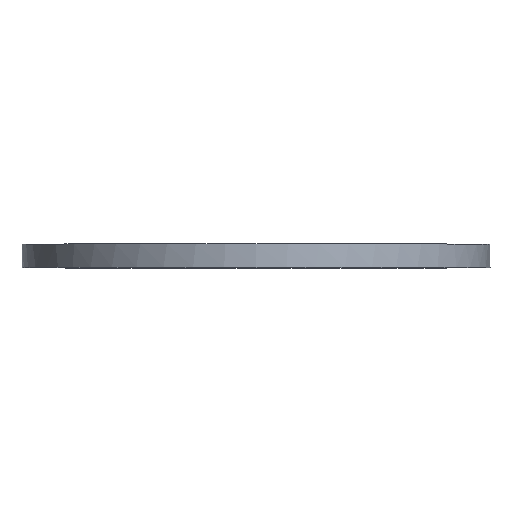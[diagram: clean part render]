
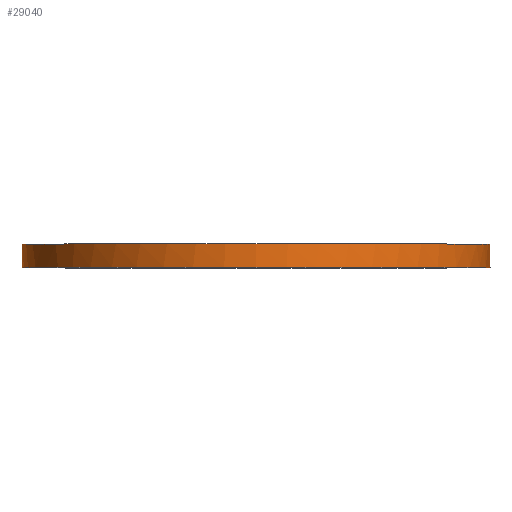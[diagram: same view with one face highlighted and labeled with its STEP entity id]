
A CAD part, top view. The second image highlights one B-rep face of the part: STEP entity #29040.
In plain terms, the highlighted free-form (B-spline) face has degree [5, 1] with [21, 2] control points.
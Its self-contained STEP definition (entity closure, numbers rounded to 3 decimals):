
#2800=FACE_OUTER_BOUND('',#4511,.T.);
#4511=EDGE_LOOP('',(#26686,#26687,#26688,#26689));
#6971=LINE('',#50942,#9430);
#9430=VECTOR('',#34739,10.);
#10059=B_SPLINE_CURVE_WITH_KNOTS('',5,(#40709,#40710,#40711,#40712,#40713,
#40714,#40715,#40716,#40717,#40718,#40719,#40720,#40721,#40722,#40723,#40724,
#40725,#40726,#40727,#40728,#40729),.UNSPECIFIED.,.T.,.F.,(6,1,1,1,1,1,
1,1,1,1,1,1,1,1,1,1,6),(0.,0.088,0.138,0.197,
0.25,0.303,0.362,0.429,0.5,0.571,
0.638,0.697,0.75,0.803,0.862,
0.912,1.),.UNSPECIFIED.);
#10978=B_SPLINE_CURVE_WITH_KNOTS('',5,(#50867,#50868,#50869,#50870,#50871,
#50872,#50873,#50874,#50875,#50876,#50877,#50878,#50879,#50880,#50881,#50882,
#50883,#50884,#50885,#50886,#50887),.UNSPECIFIED.,.T.,.F.,(6,1,1,1,1,1,
1,1,1,1,1,1,1,1,1,1,6),(-1.,-0.912,-0.862,-0.803,
-0.75,-0.697,-0.638,-0.571,-0.5,-0.429,
-0.362,-0.303,-0.25,-0.197,-0.138,
-0.088,0.),.UNSPECIFIED.);
#11899=VERTEX_POINT('',#40708);
#13835=VERTEX_POINT('',#50866);
#15217=EDGE_CURVE('',#11899,#11899,#10059,.T.);
#18120=EDGE_CURVE('',#13835,#13835,#10978,.T.);
#18123=EDGE_CURVE('',#11899,#13835,#6971,.T.);
#26686=ORIENTED_EDGE('',*,*,#18123,.F.);
#26687=ORIENTED_EDGE('',*,*,#15217,.F.);
#26688=ORIENTED_EDGE('',*,*,#18123,.T.);
#26689=ORIENTED_EDGE('',*,*,#18120,.F.);
#27471=B_SPLINE_SURFACE_WITH_KNOTS('',5,1,((#50900,#50901),(#50902,#50903),
(#50904,#50905),(#50906,#50907),(#50908,#50909),(#50910,#50911),(#50912,
#50913),(#50914,#50915),(#50916,#50917),(#50918,#50919),(#50920,#50921),
(#50922,#50923),(#50924,#50925),(#50926,#50927),(#50928,#50929),(#50930,
#50931),(#50932,#50933),(#50934,#50935),(#50936,#50937),(#50938,#50939),
(#50940,#50941)),.UNSPECIFIED.,.T.,.F.,.F.,(6,1,1,1,1,1,1,1,1,1,1,1,1,1,
1,1,6),(2,2),(0.,0.088,0.138,0.197,
0.25,0.303,0.362,0.429,0.5,0.571,
0.638,0.697,0.75,0.803,0.862,
0.912,1.),(-0.15,0.15),.UNSPECIFIED.);
#29040=ADVANCED_FACE('',(#2800),#27471,.T.);
#34739=DIRECTION('',(0.,-1.,0.));
#40708=CARTESIAN_POINT('',(0.,1.5,35.));
#40709=CARTESIAN_POINT('Ctrl Pts',(0.,1.5,35.));
#40710=CARTESIAN_POINT('Ctrl Pts',(4.763,1.5,35.));
#40711=CARTESIAN_POINT('Ctrl Pts',(12.229,1.5,33.253));
#40712=CARTESIAN_POINT('Ctrl Pts',(21.706,1.5,26.843));
#40713=CARTESIAN_POINT('Ctrl Pts',(28.185,1.5,16.945));
#40714=CARTESIAN_POINT('Ctrl Pts',(30.044,1.5,7.557));
#40715=CARTESIAN_POINT('Ctrl Pts',(30.012,1.5,0.002));
#40716=CARTESIAN_POINT('Ctrl Pts',(30.041,1.5,-8.026));
#40717=CARTESIAN_POINT('Ctrl Pts',(28.058,1.5,-17.476));
#40718=CARTESIAN_POINT('Ctrl Pts',(19.054,1.5,-30.507));
#40719=CARTESIAN_POINT('Ctrl Pts',(0.,1.5,-39.393));
#40720=CARTESIAN_POINT('Ctrl Pts',(-19.054,1.5,-30.507));
#40721=CARTESIAN_POINT('Ctrl Pts',(-28.058,1.5,-17.476));
#40722=CARTESIAN_POINT('Ctrl Pts',(-30.041,1.5,-8.026));
#40723=CARTESIAN_POINT('Ctrl Pts',(-30.012,1.5,0.002));
#40724=CARTESIAN_POINT('Ctrl Pts',(-30.044,1.5,7.557));
#40725=CARTESIAN_POINT('Ctrl Pts',(-28.185,1.5,16.945));
#40726=CARTESIAN_POINT('Ctrl Pts',(-21.706,1.5,26.843));
#40727=CARTESIAN_POINT('Ctrl Pts',(-12.229,1.5,33.253));
#40728=CARTESIAN_POINT('Ctrl Pts',(-4.763,1.5,35.));
#40729=CARTESIAN_POINT('Ctrl Pts',(0.,1.5,35.));
#50866=CARTESIAN_POINT('',(0.,-1.5,35.));
#50867=CARTESIAN_POINT('Ctrl Pts',(0.,-1.5,35.));
#50868=CARTESIAN_POINT('Ctrl Pts',(-4.763,-1.5,35.));
#50869=CARTESIAN_POINT('Ctrl Pts',(-12.229,-1.5,33.253));
#50870=CARTESIAN_POINT('Ctrl Pts',(-21.706,-1.5,26.843));
#50871=CARTESIAN_POINT('Ctrl Pts',(-28.185,-1.5,16.945));
#50872=CARTESIAN_POINT('Ctrl Pts',(-30.044,-1.5,7.557));
#50873=CARTESIAN_POINT('Ctrl Pts',(-30.012,-1.5,0.002));
#50874=CARTESIAN_POINT('Ctrl Pts',(-30.041,-1.5,-8.026));
#50875=CARTESIAN_POINT('Ctrl Pts',(-28.058,-1.5,-17.476));
#50876=CARTESIAN_POINT('Ctrl Pts',(-19.054,-1.5,-30.507));
#50877=CARTESIAN_POINT('Ctrl Pts',(0.,-1.5,-39.393));
#50878=CARTESIAN_POINT('Ctrl Pts',(19.054,-1.5,-30.507));
#50879=CARTESIAN_POINT('Ctrl Pts',(28.058,-1.5,-17.476));
#50880=CARTESIAN_POINT('Ctrl Pts',(30.041,-1.5,-8.026));
#50881=CARTESIAN_POINT('Ctrl Pts',(30.012,-1.5,0.002));
#50882=CARTESIAN_POINT('Ctrl Pts',(30.044,-1.5,7.557));
#50883=CARTESIAN_POINT('Ctrl Pts',(28.185,-1.5,16.945));
#50884=CARTESIAN_POINT('Ctrl Pts',(21.706,-1.5,26.843));
#50885=CARTESIAN_POINT('Ctrl Pts',(12.229,-1.5,33.253));
#50886=CARTESIAN_POINT('Ctrl Pts',(4.763,-1.5,35.));
#50887=CARTESIAN_POINT('Ctrl Pts',(0.,-1.5,35.));
#50900=CARTESIAN_POINT('Ctrl Pts',(0.,-1.5,35.));
#50901=CARTESIAN_POINT('Ctrl Pts',(0.,1.5,35.));
#50902=CARTESIAN_POINT('Ctrl Pts',(4.763,-1.5,35.));
#50903=CARTESIAN_POINT('Ctrl Pts',(4.763,1.5,35.));
#50904=CARTESIAN_POINT('Ctrl Pts',(12.229,-1.5,33.253));
#50905=CARTESIAN_POINT('Ctrl Pts',(12.229,1.5,33.253));
#50906=CARTESIAN_POINT('Ctrl Pts',(21.706,-1.5,26.843));
#50907=CARTESIAN_POINT('Ctrl Pts',(21.706,1.5,26.843));
#50908=CARTESIAN_POINT('Ctrl Pts',(28.185,-1.5,16.945));
#50909=CARTESIAN_POINT('Ctrl Pts',(28.185,1.5,16.945));
#50910=CARTESIAN_POINT('Ctrl Pts',(30.044,-1.5,7.557));
#50911=CARTESIAN_POINT('Ctrl Pts',(30.044,1.5,7.557));
#50912=CARTESIAN_POINT('Ctrl Pts',(30.012,-1.5,0.002));
#50913=CARTESIAN_POINT('Ctrl Pts',(30.012,1.5,0.002));
#50914=CARTESIAN_POINT('Ctrl Pts',(30.041,-1.5,-8.026));
#50915=CARTESIAN_POINT('Ctrl Pts',(30.041,1.5,-8.026));
#50916=CARTESIAN_POINT('Ctrl Pts',(28.058,-1.5,-17.476));
#50917=CARTESIAN_POINT('Ctrl Pts',(28.058,1.5,-17.476));
#50918=CARTESIAN_POINT('Ctrl Pts',(19.054,-1.5,-30.507));
#50919=CARTESIAN_POINT('Ctrl Pts',(19.054,1.5,-30.507));
#50920=CARTESIAN_POINT('Ctrl Pts',(0.,-1.5,-39.393));
#50921=CARTESIAN_POINT('Ctrl Pts',(0.,1.5,-39.393));
#50922=CARTESIAN_POINT('Ctrl Pts',(-19.054,-1.5,-30.507));
#50923=CARTESIAN_POINT('Ctrl Pts',(-19.054,1.5,-30.507));
#50924=CARTESIAN_POINT('Ctrl Pts',(-28.058,-1.5,-17.476));
#50925=CARTESIAN_POINT('Ctrl Pts',(-28.058,1.5,-17.476));
#50926=CARTESIAN_POINT('Ctrl Pts',(-30.041,-1.5,-8.026));
#50927=CARTESIAN_POINT('Ctrl Pts',(-30.041,1.5,-8.026));
#50928=CARTESIAN_POINT('Ctrl Pts',(-30.012,-1.5,0.002));
#50929=CARTESIAN_POINT('Ctrl Pts',(-30.012,1.5,0.002));
#50930=CARTESIAN_POINT('Ctrl Pts',(-30.044,-1.5,7.557));
#50931=CARTESIAN_POINT('Ctrl Pts',(-30.044,1.5,7.557));
#50932=CARTESIAN_POINT('Ctrl Pts',(-28.185,-1.5,16.945));
#50933=CARTESIAN_POINT('Ctrl Pts',(-28.185,1.5,16.945));
#50934=CARTESIAN_POINT('Ctrl Pts',(-21.706,-1.5,26.843));
#50935=CARTESIAN_POINT('Ctrl Pts',(-21.706,1.5,26.843));
#50936=CARTESIAN_POINT('Ctrl Pts',(-12.229,-1.5,33.253));
#50937=CARTESIAN_POINT('Ctrl Pts',(-12.229,1.5,33.253));
#50938=CARTESIAN_POINT('Ctrl Pts',(-4.763,-1.5,35.));
#50939=CARTESIAN_POINT('Ctrl Pts',(-4.763,1.5,35.));
#50940=CARTESIAN_POINT('Ctrl Pts',(0.,-1.5,35.));
#50941=CARTESIAN_POINT('Ctrl Pts',(0.,1.5,35.));
#50942=CARTESIAN_POINT('',(0.,0.,35.));
